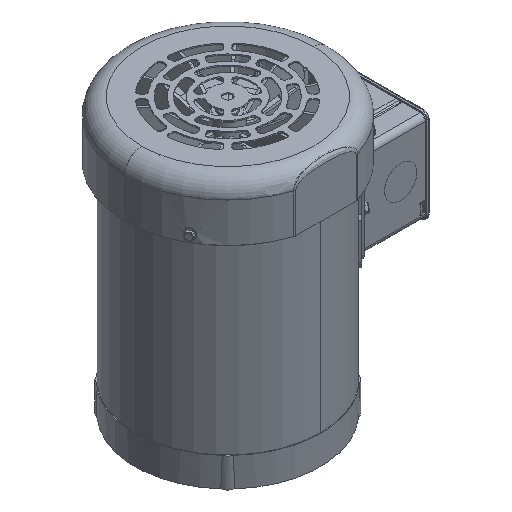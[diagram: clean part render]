
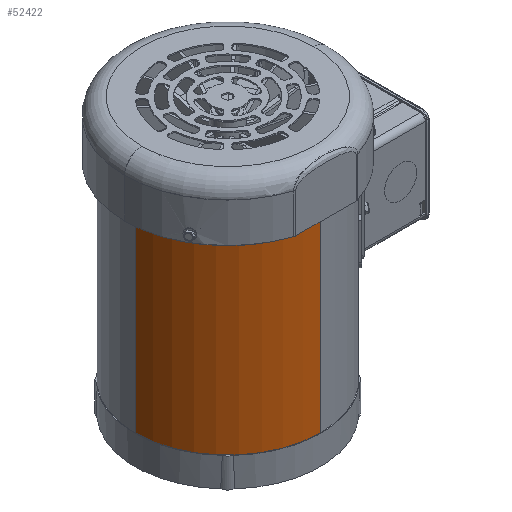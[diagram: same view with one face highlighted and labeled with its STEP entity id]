
A CAD part, isometric view. The second image highlights one B-rep face of the part: STEP entity #52422.
In plain terms, the highlighted cylindrical face has radius 82 mm (diameter 164 mm), a partial arc.
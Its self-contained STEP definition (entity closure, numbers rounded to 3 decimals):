
#2438 = CARTESIAN_POINT ( 'NONE',  ( -82., 0., 0. ) ) ;
#5187 = VECTOR ( 'NONE', #45814, 1000. ) ;
#5785 = VERTEX_POINT ( 'NONE', #72963 ) ;
#8905 = LINE ( 'NONE', #76618, #31669 ) ;
#13156 = CARTESIAN_POINT ( 'NONE',  ( 0., 0., -167. ) ) ;
#15962 = CIRCLE ( 'NONE', #39421, 82. ) ;
#18119 = CARTESIAN_POINT ( 'NONE',  ( -82., 0., -167. ) ) ;
#19465 = AXIS2_PLACEMENT_3D ( 'NONE', #47489, #19821, #68534 ) ;
#19821 = DIRECTION ( 'NONE',  ( 0., 0., 1. ) ) ;
#22828 = ORIENTED_EDGE ( 'NONE', *, *, #45449, .T. ) ;
#25145 = CARTESIAN_POINT ( 'NONE',  ( -0.01, -82., -167. ) ) ;
#30862 = ORIENTED_EDGE ( 'NONE', *, *, #63492, .T. ) ;
#31669 = VECTOR ( 'NONE', #62230, 1000. ) ;
#36556 = AXIS2_PLACEMENT_3D ( 'NONE', #13156, #81732, #61800 ) ;
#38736 = ORIENTED_EDGE ( 'NONE', *, *, #85837, .F. ) ;
#39421 = AXIS2_PLACEMENT_3D ( 'NONE', #79717, #72317, #65914 ) ;
#40101 = CIRCLE ( 'NONE', #19465, 82. ) ;
#42593 = EDGE_CURVE ( 'NONE', #67006, #5785, #40101, .T. ) ;
#45449 = EDGE_CURVE ( 'NONE', #74722, #83700, #15962, .T. ) ;
#45814 = DIRECTION ( 'NONE',  ( 0., 0., 1. ) ) ;
#47489 = CARTESIAN_POINT ( 'NONE',  ( 0., 0., 0. ) ) ;
#52422 = ADVANCED_FACE ( 'NONE', ( #88243 ), #75193, .T. ) ;
#59312 = EDGE_LOOP ( 'NONE', ( #38736, #22828, #30862, #85395 ) ) ;
#61800 = DIRECTION ( 'NONE',  ( 1., 0., 0. ) ) ;
#62230 = DIRECTION ( 'NONE',  ( 0., 0., 1. ) ) ;
#63492 = EDGE_CURVE ( 'NONE', #83700, #5785, #89065, .T. ) ;
#65914 = DIRECTION ( 'NONE',  ( 1., 0., 0. ) ) ;
#67006 = VERTEX_POINT ( 'NONE', #2438 ) ;
#68534 = DIRECTION ( 'NONE',  ( 1., 0., 0. ) ) ;
#72317 = DIRECTION ( 'NONE',  ( 0., 0., 1. ) ) ;
#72490 = CARTESIAN_POINT ( 'NONE',  ( -0.01, -82., -167. ) ) ;
#72963 = CARTESIAN_POINT ( 'NONE',  ( -0.01, -82., 0. ) ) ;
#74722 = VERTEX_POINT ( 'NONE', #18119 ) ;
#75193 = CYLINDRICAL_SURFACE ( 'NONE', #36556, 82. ) ;
#76618 = CARTESIAN_POINT ( 'NONE',  ( -82., 0., -167. ) ) ;
#79717 = CARTESIAN_POINT ( 'NONE',  ( 0., 0., -167. ) ) ;
#81732 = DIRECTION ( 'NONE',  ( 0., 0., 1. ) ) ;
#83700 = VERTEX_POINT ( 'NONE', #72490 ) ;
#85395 = ORIENTED_EDGE ( 'NONE', *, *, #42593, .F. ) ;
#85837 = EDGE_CURVE ( 'NONE', #74722, #67006, #8905, .T. ) ;
#88243 = FACE_OUTER_BOUND ( 'NONE', #59312, .T. ) ;
#89065 = LINE ( 'NONE', #25145, #5187 ) ;
